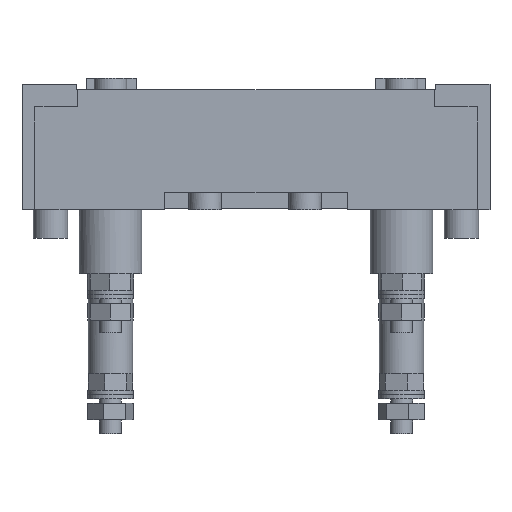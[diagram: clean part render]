
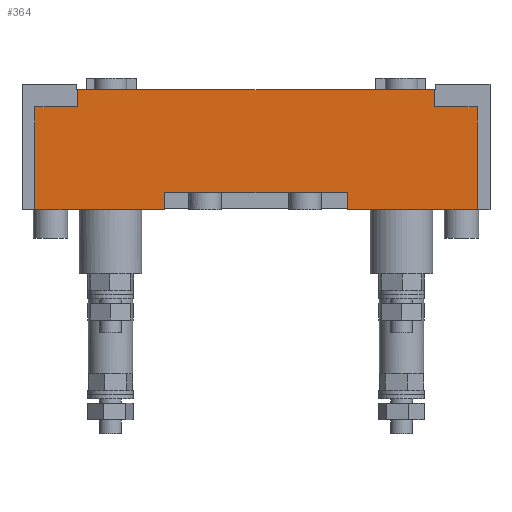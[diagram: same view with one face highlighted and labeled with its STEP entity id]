
A CAD part, left-side view. The second image highlights one B-rep face of the part: STEP entity #364.
In plain terms, the highlighted planar face has unit normal (-1, 0, 0).
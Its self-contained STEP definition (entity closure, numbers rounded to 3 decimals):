
#239 = EDGE_LOOP ( 'NONE', ( #11096, #10606, #7608, #10311, #986, #6795, #1352, #8520, #6001, #9550, #12446, #1994 ) ) ;
#283 = CARTESIAN_POINT ( 'NONE',  ( -39.1, -82., 36. ) ) ;
#364 = ADVANCED_FACE ( 'NONE', ( #2073 ), #11128, .F. ) ;
#561 = CARTESIAN_POINT ( 'NONE',  ( -39.1, 62.5, 42. ) ) ;
#588 = DIRECTION ( 'NONE',  ( 0., -1., 0. ) ) ;
#616 = CARTESIAN_POINT ( 'NONE',  ( -39.1, 82., 0. ) ) ;
#670 = DIRECTION ( 'NONE',  ( 0., -1., 0. ) ) ;
#682 = CARTESIAN_POINT ( 'NONE',  ( -39.1, 32., 6. ) ) ;
#931 = CARTESIAN_POINT ( 'NONE',  ( -39.1, -32., 6. ) ) ;
#982 = EDGE_CURVE ( 'NONE', #2754, #4149, #2924, .T. ) ;
#986 = ORIENTED_EDGE ( 'NONE', *, *, #6337, .F. ) ;
#1352 = ORIENTED_EDGE ( 'NONE', *, *, #5914, .F. ) ;
#1625 = LINE ( 'NONE', #283, #9485 ) ;
#1717 = EDGE_CURVE ( 'NONE', #2797, #9116, #6633, .T. ) ;
#1805 = VECTOR ( 'NONE', #4878, 1000. ) ;
#1903 = LINE ( 'NONE', #4204, #12055 ) ;
#1941 = LINE ( 'NONE', #9651, #4561 ) ;
#1994 = ORIENTED_EDGE ( 'NONE', *, *, #4451, .F. ) ;
#2073 = FACE_OUTER_BOUND ( 'NONE', #239, .T. ) ;
#2230 = LINE ( 'NONE', #4618, #1805 ) ;
#2233 = CARTESIAN_POINT ( 'NONE',  ( -39.1, 62.5, 36. ) ) ;
#2327 = DIRECTION ( 'NONE',  ( 0., 0., 1. ) ) ;
#2523 = EDGE_CURVE ( 'NONE', #2564, #7381, #10735, .T. ) ;
#2564 = VERTEX_POINT ( 'NONE', #931 ) ;
#2736 = VERTEX_POINT ( 'NONE', #3282 ) ;
#2754 = VERTEX_POINT ( 'NONE', #12468 ) ;
#2797 = VERTEX_POINT ( 'NONE', #12018 ) ;
#2889 = DIRECTION ( 'NONE',  ( 0., 1., 0. ) ) ;
#2908 = CARTESIAN_POINT ( 'NONE',  ( -39.1, 32., 6. ) ) ;
#2924 = LINE ( 'NONE', #2233, #10482 ) ;
#2949 = DIRECTION ( 'NONE',  ( 0., 1., 0. ) ) ;
#3041 = EDGE_CURVE ( 'NONE', #4149, #9354, #2230, .T. ) ;
#3176 = VECTOR ( 'NONE', #2949, 1000. ) ;
#3267 = VERTEX_POINT ( 'NONE', #5317 ) ;
#3282 = CARTESIAN_POINT ( 'NONE',  ( -39.1, 77.5, 0. ) ) ;
#3315 = VECTOR ( 'NONE', #9808, 1000. ) ;
#3389 = LINE ( 'NONE', #8787, #10938 ) ;
#3973 = CARTESIAN_POINT ( 'NONE',  ( -39.1, -77.5, -5.148 ) ) ;
#4149 = VERTEX_POINT ( 'NONE', #561 ) ;
#4204 = CARTESIAN_POINT ( 'NONE',  ( -39.1, -62.5, 36. ) ) ;
#4451 = EDGE_CURVE ( 'NONE', #3267, #5312, #1625, .T. ) ;
#4561 = VECTOR ( 'NONE', #5740, 1000. ) ;
#4618 = CARTESIAN_POINT ( 'NONE',  ( -39.1, 82., 42. ) ) ;
#4878 = DIRECTION ( 'NONE',  ( 0., -1., 0. ) ) ;
#5089 = LINE ( 'NONE', #3973, #7395 ) ;
#5277 = DIRECTION ( 'NONE',  ( 0., 0., 1. ) ) ;
#5312 = VERTEX_POINT ( 'NONE', #7610 ) ;
#5317 = CARTESIAN_POINT ( 'NONE',  ( -39.1, -62.5, 36. ) ) ;
#5740 = DIRECTION ( 'NONE',  ( 0., 0., -1. ) ) ;
#5769 = EDGE_CURVE ( 'NONE', #2564, #2797, #8417, .T. ) ;
#5914 = EDGE_CURVE ( 'NONE', #7381, #7233, #1941, .T. ) ;
#6001 = ORIENTED_EDGE ( 'NONE', *, *, #5769, .T. ) ;
#6187 = CARTESIAN_POINT ( 'NONE',  ( -39.1, 77.5, 36. ) ) ;
#6337 = EDGE_CURVE ( 'NONE', #2736, #11645, #11160, .T. ) ;
#6633 = LINE ( 'NONE', #616, #9567 ) ;
#6795 = ORIENTED_EDGE ( 'NONE', *, *, #7973, .T. ) ;
#7233 = VERTEX_POINT ( 'NONE', #12164 ) ;
#7296 = LINE ( 'NONE', #12458, #12534 ) ;
#7381 = VERTEX_POINT ( 'NONE', #682 ) ;
#7395 = VECTOR ( 'NONE', #11835, 1000. ) ;
#7459 = CARTESIAN_POINT ( 'NONE',  ( -39.1, -32., 6. ) ) ;
#7608 = ORIENTED_EDGE ( 'NONE', *, *, #982, .F. ) ;
#7610 = CARTESIAN_POINT ( 'NONE',  ( -39.1, -77.5, 36. ) ) ;
#7759 = EDGE_CURVE ( 'NONE', #3267, #9354, #1903, .T. ) ;
#7973 = EDGE_CURVE ( 'NONE', #2736, #7233, #7296, .T. ) ;
#8039 = CARTESIAN_POINT ( 'NONE',  ( -39.1, -62.5, 42. ) ) ;
#8417 = LINE ( 'NONE', #7459, #10737 ) ;
#8442 = DIRECTION ( 'NONE',  ( 0., 0., -1. ) ) ;
#8520 = ORIENTED_EDGE ( 'NONE', *, *, #2523, .F. ) ;
#8599 = CARTESIAN_POINT ( 'NONE',  ( -39.1, -77.5, 0. ) ) ;
#8787 = CARTESIAN_POINT ( 'NONE',  ( -39.1, 82., 36. ) ) ;
#8809 = CARTESIAN_POINT ( 'NONE',  ( -39.1, 77.5, -5.148 ) ) ;
#9116 = VERTEX_POINT ( 'NONE', #8599 ) ;
#9354 = VERTEX_POINT ( 'NONE', #8039 ) ;
#9485 = VECTOR ( 'NONE', #10157, 1000. ) ;
#9550 = ORIENTED_EDGE ( 'NONE', *, *, #1717, .T. ) ;
#9567 = VECTOR ( 'NONE', #588, 1000. ) ;
#9651 = CARTESIAN_POINT ( 'NONE',  ( -39.1, 32., 6. ) ) ;
#9808 = DIRECTION ( 'NONE',  ( 0., 0., 1. ) ) ;
#10157 = DIRECTION ( 'NONE',  ( 0., -1., 0. ) ) ;
#10311 = ORIENTED_EDGE ( 'NONE', *, *, #10396, .T. ) ;
#10396 = EDGE_CURVE ( 'NONE', #2754, #11645, #3389, .T. ) ;
#10482 = VECTOR ( 'NONE', #2327, 1000. ) ;
#10485 = EDGE_CURVE ( 'NONE', #9116, #5312, #5089, .T. ) ;
#10606 = ORIENTED_EDGE ( 'NONE', *, *, #3041, .F. ) ;
#10735 = LINE ( 'NONE', #2908, #3176 ) ;
#10737 = VECTOR ( 'NONE', #8442, 1000. ) ;
#10938 = VECTOR ( 'NONE', #2889, 1000. ) ;
#11062 = DIRECTION ( 'NONE',  ( 0., 1., 0. ) ) ;
#11089 = DIRECTION ( 'NONE',  ( 1., 0., 0. ) ) ;
#11096 = ORIENTED_EDGE ( 'NONE', *, *, #7759, .T. ) ;
#11128 = PLANE ( 'NONE',  #11184 ) ;
#11160 = LINE ( 'NONE', #8809, #3315 ) ;
#11184 = AXIS2_PLACEMENT_3D ( 'NONE', #11310, #11089, #11062 ) ;
#11310 = CARTESIAN_POINT ( 'NONE',  ( -39.1, 82., 42. ) ) ;
#11645 = VERTEX_POINT ( 'NONE', #6187 ) ;
#11835 = DIRECTION ( 'NONE',  ( 0., 0., 1. ) ) ;
#12018 = CARTESIAN_POINT ( 'NONE',  ( -39.1, -32., 0. ) ) ;
#12055 = VECTOR ( 'NONE', #5277, 1000. ) ;
#12164 = CARTESIAN_POINT ( 'NONE',  ( -39.1, 32., 0. ) ) ;
#12446 = ORIENTED_EDGE ( 'NONE', *, *, #10485, .T. ) ;
#12458 = CARTESIAN_POINT ( 'NONE',  ( -39.1, 82., 0. ) ) ;
#12468 = CARTESIAN_POINT ( 'NONE',  ( -39.1, 62.5, 36. ) ) ;
#12534 = VECTOR ( 'NONE', #670, 1000. ) ;
